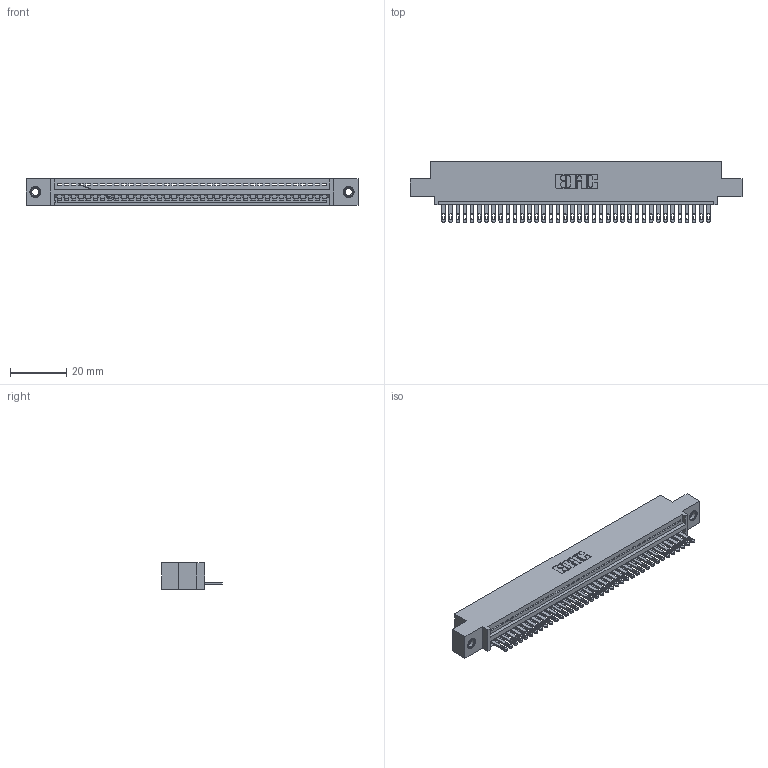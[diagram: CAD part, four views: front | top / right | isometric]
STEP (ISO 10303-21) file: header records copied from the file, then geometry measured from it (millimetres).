
FILE_DESCRIPTION (( 'STEP AP203' ), '1' );
FILE_NAME ('895-038-500-407.STEP', '2020-09-26T01:01:44', ( '' ), ( '' ), 'SwSTEP 2.0', 'SolidWorks 2020', '' );
FILE_SCHEMA (( 'CONFIG_CONTROL_DESIGN' ));
Length unit declared in the file: inch
Products named in the file (4): 345-250-001_345-250-005-103; 345-292-001_345-293-100; 895-038-500-407; 845 Part_0.110 Offset - 0.156 Dia-TI
Assembly tree (41 placements, depth 2):
  895-038-500-407
    845 Part_0.110 Offset - 0.156 Dia-TI
    345-292-001_345-293-100  x38
    345-250-001_345-250-005-103  x2
Bounding box: 117.73 x 21.51 x 9.4 mm (x, y, z)
Volume: 9569.2 mm3; surface area: 14179.2 mm2
Topology: 41 solids, 41 shells, 2242 faces, 6870 edges, 4574 vertices
Faces by surface type: plane 1408, cylinder 818, cone 12, torus 4
Entity records: 30386 total; most frequent: CARTESIAN_POINT 5245, ORIENTED_EDGE 5210, DIRECTION 4615, EDGE_CURVE 2605, LINE 2297, VECTOR 2297, VERTEX_POINT 1732, AXIS2_PLACEMENT_3D 1159
